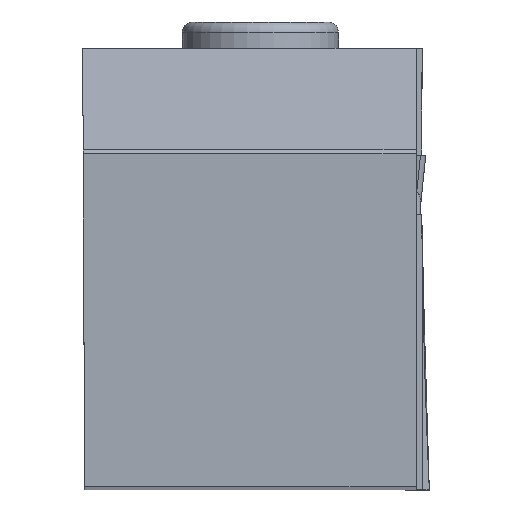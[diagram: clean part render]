
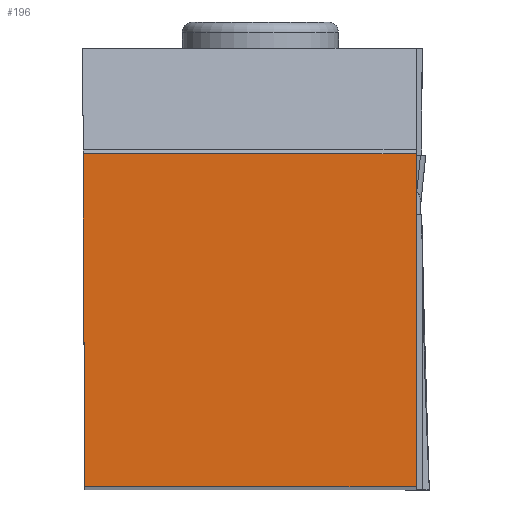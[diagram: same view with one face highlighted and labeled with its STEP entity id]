
A CAD part, top view. The second image highlights one B-rep face of the part: STEP entity #196.
In plain terms, the highlighted planar face has unit normal (0, 0, 1).
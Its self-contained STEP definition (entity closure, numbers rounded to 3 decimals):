
#196=ADVANCED_FACE('BLANK_BOXF006',(#309),#245,.F.);
#245=PLANE('',#1505);
#309=FACE_OUTER_BOUND('',#375,.T.);
#375=EDGE_LOOP('',(#698,#699,#700,#701));
#698=ORIENTED_EDGE('',*,*,#1033,.T.);
#699=ORIENTED_EDGE('',*,*,#1071,.T.);
#700=ORIENTED_EDGE('',*,*,#1067,.T.);
#701=ORIENTED_EDGE('',*,*,#1057,.T.);
#878=VERTEX_POINT('',#2315);
#879=VERTEX_POINT('',#2317);
#892=VERTEX_POINT('',#2429);
#898=VERTEX_POINT('',#2448);
#1033=EDGE_CURVE('',#879,#878,#1174,.T.);
#1057=EDGE_CURVE('',#892,#879,#1192,.T.);
#1067=EDGE_CURVE('',#898,#892,#1201,.T.);
#1071=EDGE_CURVE('',#878,#898,#1205,.T.);
#1174=LINE('',#2316,#1306);
#1192=LINE('',#2428,#1324);
#1201=LINE('',#2447,#1333);
#1205=LINE('',#2455,#1337);
#1306=VECTOR('',#1767,1.);
#1324=VECTOR('',#1801,1.);
#1333=VECTOR('',#1818,1.);
#1337=VECTOR('',#1824,1.);
#1505=AXIS2_PLACEMENT_3D('',#2456,#1825,#1826);
#1767=DIRECTION('',(0.,1.,0.));
#1801=DIRECTION('',(1.,0.,0.));
#1818=DIRECTION('',(0.004,-1.,0.));
#1824=DIRECTION('',(-1.,0.,0.));
#1825=DIRECTION('',(0.,0.,-1.));
#1826=DIRECTION('',(0.,-1.,0.));
#2315=CARTESIAN_POINT('',(25.273,25.273,0.));
#2316=CARTESIAN_POINT('',(25.273,-151.4,0.));
#2317=CARTESIAN_POINT('',(25.273,0.,0.));
#2428=CARTESIAN_POINT('',(-151.4,0.,0.));
#2429=CARTESIAN_POINT('',(0.11,0.,0.));
#2447=CARTESIAN_POINT('',(-0.55,151.399,0.));
#2448=CARTESIAN_POINT('',(0.,25.273,0.));
#2455=CARTESIAN_POINT('',(151.4,25.273,0.));
#2456=CARTESIAN_POINT('',(27.773,-5.,0.));
